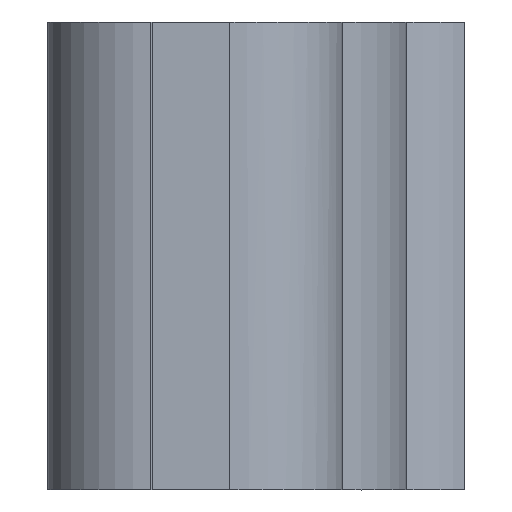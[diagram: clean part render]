
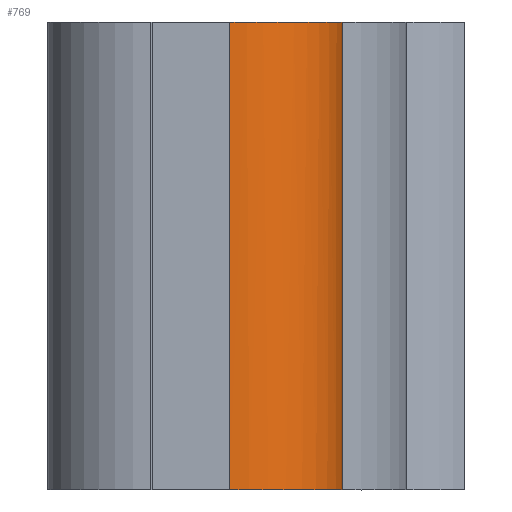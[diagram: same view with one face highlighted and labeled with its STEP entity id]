
A CAD part, left-side view. The second image highlights one B-rep face of the part: STEP entity #769.
In plain terms, the highlighted cylindrical face has radius 5 mm (diameter 10 mm), a partial arc.
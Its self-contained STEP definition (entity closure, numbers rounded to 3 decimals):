
#164 = VERTEX_POINT('',#165);
#165 = CARTESIAN_POINT('',(0.,0.,29.35));
#171 = EDGE_CURVE('',#164,#172,#174,.T.);
#172 = VERTEX_POINT('',#173);
#173 = CARTESIAN_POINT('',(1.357,-3.425,29.35));
#174 = CIRCLE('',#175,5.);
#175 = AXIS2_PLACEMENT_3D('',#176,#177,#178);
#176 = CARTESIAN_POINT('',(5.,0.,
    29.35));
#177 = DIRECTION('',(0.,0.,1.));
#178 = DIRECTION('',(-1.,0.,0.));
#367 = VERTEX_POINT('',#368);
#368 = CARTESIAN_POINT('',(0.,0.,8.6));
#374 = EDGE_CURVE('',#367,#375,#377,.T.);
#375 = VERTEX_POINT('',#376);
#376 = CARTESIAN_POINT('',(5.,-5.,8.6));
#377 = CIRCLE('',#378,5.);
#378 = AXIS2_PLACEMENT_3D('',#379,#380,#381);
#379 = CARTESIAN_POINT('',(5.,0.,8.6));
#380 = DIRECTION('',(0.,0.,1.));
#381 = DIRECTION('',(-1.,0.,0.));
#616 = EDGE_CURVE('',#164,#367,#617,.T.);
#617 = LINE('',#618,#619);
#618 = CARTESIAN_POINT('',(0.,0.,29.35));
#619 = VECTOR('',#620,1.);
#620 = DIRECTION('',(0.,0.,-1.));
#696 = EDGE_CURVE('',#172,#697,#699,.T.);
#697 = VERTEX_POINT('',#698);
#698 = CARTESIAN_POINT('',(5.,-5.,29.35));
#699 = CIRCLE('',#700,5.);
#700 = AXIS2_PLACEMENT_3D('',#701,#702,#703);
#701 = CARTESIAN_POINT('',(5.,0.,
    29.35));
#702 = DIRECTION('',(0.,0.,1.));
#703 = DIRECTION('',(-1.,0.,0.));
#769 = ADVANCED_FACE('',(#770),#782,.T.);
#770 = FACE_BOUND('',#771,.T.);
#771 = EDGE_LOOP('',(#772,#773,#774,#775,#781));
#772 = ORIENTED_EDGE('',*,*,#171,.F.);
#773 = ORIENTED_EDGE('',*,*,#616,.T.);
#774 = ORIENTED_EDGE('',*,*,#374,.T.);
#775 = ORIENTED_EDGE('',*,*,#776,.F.);
#776 = EDGE_CURVE('',#697,#375,#777,.T.);
#777 = LINE('',#778,#779);
#778 = CARTESIAN_POINT('',(5.,-5.,29.35));
#779 = VECTOR('',#780,1.);
#780 = DIRECTION('',(0.,0.,-1.));
#781 = ORIENTED_EDGE('',*,*,#696,.F.);
#782 = CYLINDRICAL_SURFACE('',#783,5.);
#783 = AXIS2_PLACEMENT_3D('',#784,#785,#786);
#784 = CARTESIAN_POINT('',(5.,0.,29.35));
#785 = DIRECTION('',(0.,0.,1.));
#786 = DIRECTION('',(-1.,-0.,0.));
